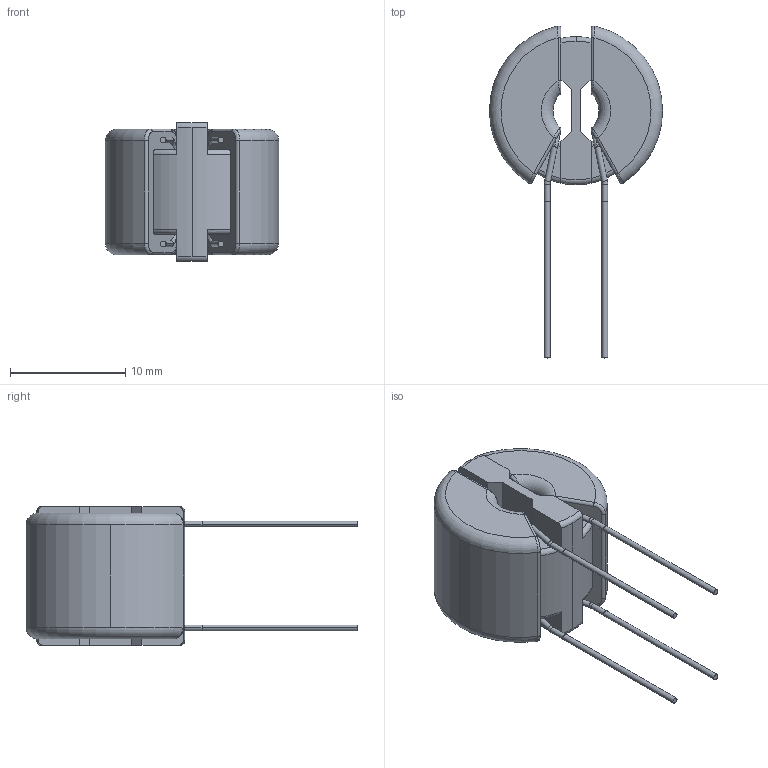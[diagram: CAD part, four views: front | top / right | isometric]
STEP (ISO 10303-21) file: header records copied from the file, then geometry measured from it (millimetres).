
FILE_DESCRIPTION (( 'STEP AP214' ), '1' );
FILE_NAME ('SCF-03-650.STEP', '2019-01-30T06:12:15', ( '' ), ( '' ), 'SwSTEP 2.0', 'SolidWorks 2018', '' );
FILE_SCHEMA (( 'AUTOMOTIVE_DESIGN' ));
Length unit declared in the file: millimetre
Products named in the file (1): SCF-03-650
Bounding box: 15 x 28.73 x 12 mm (x, y, z)
Volume: 1667.7 mm3; surface area: 1261.5 mm2
Topology: 1 solids, 1 shells, 199 faces, 528 edges, 332 vertices
Faces by surface type: plane 85, cylinder 56, torus 30, bspline 28
Entity records: 9837 total; most frequent: CARTESIAN_POINT 3066, ORIENTED_EDGE 1056, DIRECTION 854, EDGE_CURVE 528, VERTEX_POINT 332, AXIS2_PLACEMENT_3D 316, VECTOR 222, LINE 222
